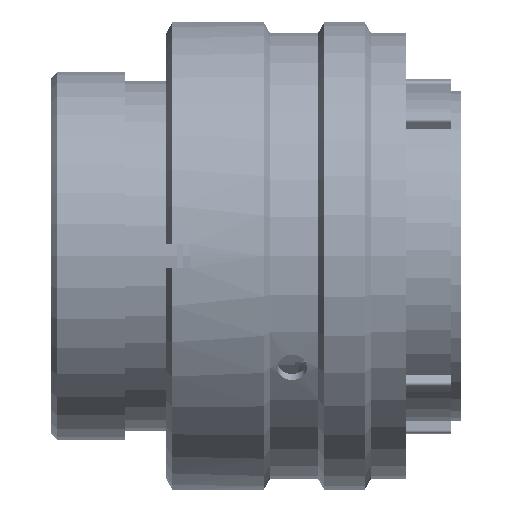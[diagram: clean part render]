
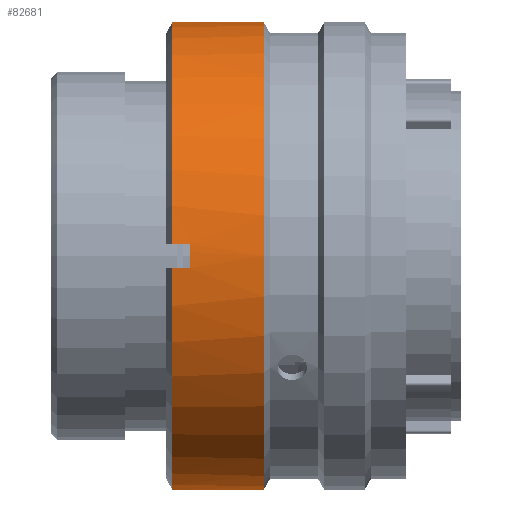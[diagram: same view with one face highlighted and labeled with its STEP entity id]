
A CAD part, front view. The second image highlights one B-rep face of the part: STEP entity #82681.
In plain terms, the highlighted cylindrical face has radius 19.05 mm (diameter 38.1 mm), a partial arc.
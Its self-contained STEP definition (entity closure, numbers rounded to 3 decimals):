
#1204 = VERTEX_POINT ( 'NONE', #99884 ) ;
#2664 = AXIS2_PLACEMENT_3D ( 'NONE', #167168, #33358, #74371 ) ;
#2817 = EDGE_CURVE ( 'NONE', #126237, #40371, #65347, .T. ) ;
#3214 = CARTESIAN_POINT ( 'NONE',  ( 11.278, -19.024, -1. ) ) ;
#4399 = DIRECTION ( 'NONE',  ( 0., 0., -1. ) ) ;
#7181 = CARTESIAN_POINT ( 'NONE',  ( 11.278, 0., 0. ) ) ;
#8527 = VECTOR ( 'NONE', #70885, 1000. ) ;
#8588 = LINE ( 'NONE', #171174, #121084 ) ;
#8590 = VECTOR ( 'NONE', #156443, 1000. ) ;
#10333 = CARTESIAN_POINT ( 'NONE',  ( 11.278, -1., 19.024 ) ) ;
#11603 = LINE ( 'NONE', #118226, #8527 ) ;
#12911 = DIRECTION ( 'NONE',  ( 1., 0., 0. ) ) ;
#14489 = ORIENTED_EDGE ( 'NONE', *, *, #105493, .T. ) ;
#14893 = AXIS2_PLACEMENT_3D ( 'NONE', #28926, #42862, #4399 ) ;
#19237 = CARTESIAN_POINT ( 'NONE',  ( 9.878, -19.024, -1. ) ) ;
#19586 = CIRCLE ( 'NONE', #162000, 19.05 ) ;
#21884 = CARTESIAN_POINT ( 'NONE',  ( 9.878, -1., 19.024 ) ) ;
#26460 = DIRECTION ( 'NONE',  ( -1., 0., 0. ) ) ;
#26587 = EDGE_CURVE ( 'NONE', #71347, #93168, #160036, .T. ) ;
#27543 = CARTESIAN_POINT ( 'NONE',  ( 11.278, 0., -19.05 ) ) ;
#28664 = CIRCLE ( 'NONE', #168253, 19.05 ) ;
#28722 = AXIS2_PLACEMENT_3D ( 'NONE', #32133, #69632, #123961 ) ;
#28926 = CARTESIAN_POINT ( 'NONE',  ( 28.928, 0., 0. ) ) ;
#29730 = VERTEX_POINT ( 'NONE', #94557 ) ;
#32133 = CARTESIAN_POINT ( 'NONE',  ( 11.278, 0., 0. ) ) ;
#33358 = DIRECTION ( 'NONE',  ( 1., 0., 0. ) ) ;
#37106 = EDGE_CURVE ( 'NONE', #71799, #161242, #160240, .T. ) ;
#38206 = DIRECTION ( 'NONE',  ( -1., 0., 0. ) ) ;
#39000 = AXIS2_PLACEMENT_3D ( 'NONE', #86764, #60535, #167297 ) ;
#40371 = VERTEX_POINT ( 'NONE', #117119 ) ;
#42076 = VERTEX_POINT ( 'NONE', #74859 ) ;
#42862 = DIRECTION ( 'NONE',  ( 1., 0., 0. ) ) ;
#52167 = CARTESIAN_POINT ( 'NONE',  ( 28.928, 0., -19.05 ) ) ;
#52676 = ORIENTED_EDGE ( 'NONE', *, *, #103357, .T. ) ;
#54837 = DIRECTION ( 'NONE',  ( 1., 0., 0. ) ) ;
#54897 = EDGE_CURVE ( 'NONE', #71347, #1204, #11603, .T. ) ;
#55786 = VECTOR ( 'NONE', #109192, 1000. ) ;
#55814 = CARTESIAN_POINT ( 'NONE',  ( 28.928, -1., -19.024 ) ) ;
#60535 = DIRECTION ( 'NONE',  ( 1., 0., 0. ) ) ;
#63733 = ORIENTED_EDGE ( 'NONE', *, *, #2817, .T. ) ;
#65347 = LINE ( 'NONE', #103049, #8590 ) ;
#68765 = CARTESIAN_POINT ( 'NONE',  ( 17.298, 0., 0. ) ) ;
#69632 = DIRECTION ( 'NONE',  ( 1., 0., 0. ) ) ;
#70885 = DIRECTION ( 'NONE',  ( 1., 0., 0. ) ) ;
#71347 = VERTEX_POINT ( 'NONE', #159033 ) ;
#71799 = VERTEX_POINT ( 'NONE', #3214 ) ;
#72848 = ORIENTED_EDGE ( 'NONE', *, *, #154057, .T. ) ;
#73022 = VECTOR ( 'NONE', #26460, 1000. ) ;
#74371 = DIRECTION ( 'NONE',  ( 0., 0., -1. ) ) ;
#74859 = CARTESIAN_POINT ( 'NONE',  ( 9.878, -1., -19.024 ) ) ;
#75110 = ORIENTED_EDGE ( 'NONE', *, *, #136145, .T. ) ;
#82681 = ADVANCED_FACE ( 'NONE', ( #104980 ), #158393, .T. ) ;
#84945 = VERTEX_POINT ( 'NONE', #133563 ) ;
#85224 = EDGE_CURVE ( 'NONE', #84945, #161981, #19586, .T. ) ;
#85449 = LINE ( 'NONE', #55814, #55786 ) ;
#86764 = CARTESIAN_POINT ( 'NONE',  ( 9.878, 0., 0. ) ) ;
#90983 = DIRECTION ( 'NONE',  ( 1., 0., 0. ) ) ;
#91260 = CARTESIAN_POINT ( 'NONE',  ( 11.278, 0., 0. ) ) ;
#93168 = VERTEX_POINT ( 'NONE', #10333 ) ;
#94557 = CARTESIAN_POINT ( 'NONE',  ( 17.298, 0., -19.05 ) ) ;
#95051 = DIRECTION ( 'NONE',  ( 0., 0., -1. ) ) ;
#95727 = ORIENTED_EDGE ( 'NONE', *, *, #112950, .T. ) ;
#99324 = EDGE_CURVE ( 'NONE', #40371, #71799, #28664, .T. ) ;
#99884 = CARTESIAN_POINT ( 'NONE',  ( 17.298, 0., 19.05 ) ) ;
#103049 = CARTESIAN_POINT ( 'NONE',  ( 28.928, -19.024, 1. ) ) ;
#103357 = EDGE_CURVE ( 'NONE', #93168, #134158, #8588, .T. ) ;
#103562 = DIRECTION ( 'NONE',  ( 1., 0., 0. ) ) ;
#104126 = ORIENTED_EDGE ( 'NONE', *, *, #54897, .F. ) ;
#104980 = FACE_OUTER_BOUND ( 'NONE', #132844, .T. ) ;
#105493 = EDGE_CURVE ( 'NONE', #161981, #29730, #133607, .T. ) ;
#106331 = ORIENTED_EDGE ( 'NONE', *, *, #99324, .T. ) ;
#109192 = DIRECTION ( 'NONE',  ( 1., 0., 0. ) ) ;
#110551 = VECTOR ( 'NONE', #12911, 1000. ) ;
#112950 = EDGE_CURVE ( 'NONE', #134158, #126237, #156201, .T. ) ;
#113213 = ORIENTED_EDGE ( 'NONE', *, *, #26587, .T. ) ;
#117119 = CARTESIAN_POINT ( 'NONE',  ( 11.278, -19.024, 1. ) ) ;
#118226 = CARTESIAN_POINT ( 'NONE',  ( 28.928, 0., 19.05 ) ) ;
#119276 = AXIS2_PLACEMENT_3D ( 'NONE', #68765, #54837, #95051 ) ;
#119753 = ORIENTED_EDGE ( 'NONE', *, *, #85224, .T. ) ;
#121084 = VECTOR ( 'NONE', #38206, 1000. ) ;
#123961 = DIRECTION ( 'NONE',  ( 0., 0., 1. ) ) ;
#124985 = CIRCLE ( 'NONE', #119276, 19.05 ) ;
#126237 = VERTEX_POINT ( 'NONE', #170577 ) ;
#127630 = ORIENTED_EDGE ( 'NONE', *, *, #37106, .T. ) ;
#132844 = EDGE_LOOP ( 'NONE', ( #104126, #113213, #52676, #95727, #63733, #106331, #127630, #72848, #75110, #119753, #14489, #162857 ) ) ;
#133563 = CARTESIAN_POINT ( 'NONE',  ( 11.278, -1., -19.024 ) ) ;
#133607 = LINE ( 'NONE', #52167, #110551 ) ;
#134158 = VERTEX_POINT ( 'NONE', #21884 ) ;
#136145 = EDGE_CURVE ( 'NONE', #42076, #84945, #85449, .T. ) ;
#142108 = EDGE_CURVE ( 'NONE', #1204, #29730, #124985, .T. ) ;
#153634 = CIRCLE ( 'NONE', #39000, 19.05 ) ;
#154057 = EDGE_CURVE ( 'NONE', #161242, #42076, #153634, .T. ) ;
#154089 = DIRECTION ( 'NONE',  ( 0., 0., 1. ) ) ;
#156201 = CIRCLE ( 'NONE', #2664, 19.05 ) ;
#156443 = DIRECTION ( 'NONE',  ( 1., 0., 0. ) ) ;
#158393 = CYLINDRICAL_SURFACE ( 'NONE', #14893, 19.05 ) ;
#159033 = CARTESIAN_POINT ( 'NONE',  ( 11.278, 0., 19.05 ) ) ;
#160036 = CIRCLE ( 'NONE', #28722, 19.05 ) ;
#160240 = LINE ( 'NONE', #172522, #73022 ) ;
#161242 = VERTEX_POINT ( 'NONE', #19237 ) ;
#161981 = VERTEX_POINT ( 'NONE', #27543 ) ;
#162000 = AXIS2_PLACEMENT_3D ( 'NONE', #91260, #103562, #168390 ) ;
#162857 = ORIENTED_EDGE ( 'NONE', *, *, #142108, .F. ) ;
#167168 = CARTESIAN_POINT ( 'NONE',  ( 9.878, 0., 0. ) ) ;
#167297 = DIRECTION ( 'NONE',  ( 0., 0., -1. ) ) ;
#168253 = AXIS2_PLACEMENT_3D ( 'NONE', #7181, #90983, #154089 ) ;
#168390 = DIRECTION ( 'NONE',  ( 0., 0., 1. ) ) ;
#170577 = CARTESIAN_POINT ( 'NONE',  ( 9.878, -19.024, 1. ) ) ;
#171174 = CARTESIAN_POINT ( 'NONE',  ( 28.928, -1., 19.024 ) ) ;
#172522 = CARTESIAN_POINT ( 'NONE',  ( 28.928, -19.024, -1. ) ) ;
